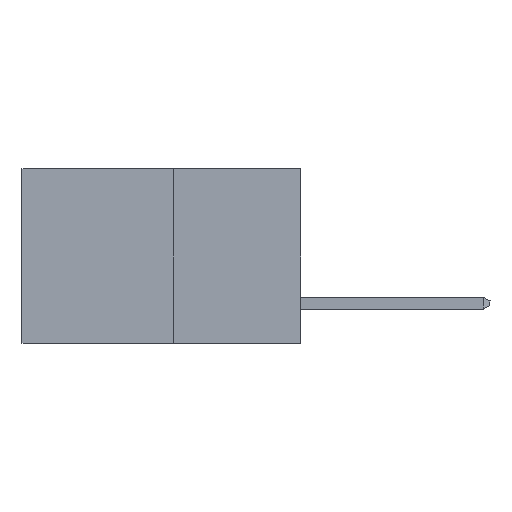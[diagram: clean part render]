
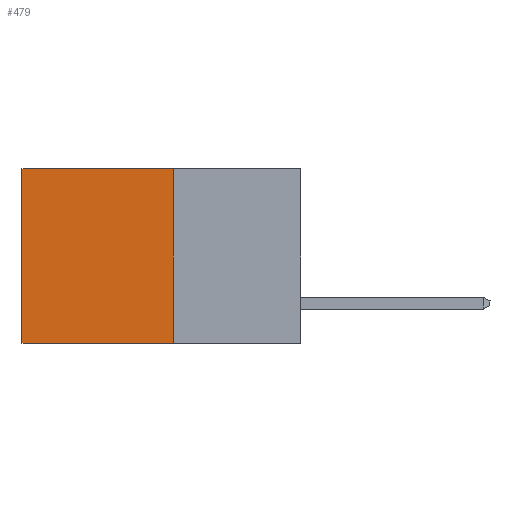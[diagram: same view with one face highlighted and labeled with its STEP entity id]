
A CAD part, left-side view. The second image highlights one B-rep face of the part: STEP entity #479.
In plain terms, the highlighted planar face has unit normal (-1, 0, 0).
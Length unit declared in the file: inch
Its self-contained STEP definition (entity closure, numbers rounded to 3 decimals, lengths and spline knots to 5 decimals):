
#20 = LINE ( 'NONE', #4802, #6315 ) ;
#479 = ADVANCED_FACE ( 'NONE', ( #7264 ), #3483, .F. ) ;
#519 = LINE ( 'NONE', #1922, #3322 ) ;
#530 = DIRECTION ( 'NONE',  ( 1., 0., 0. ) ) ;
#847 = CARTESIAN_POINT ( 'NONE',  ( 0.277, 0.27, -0.37 ) ) ;
#902 = VERTEX_POINT ( 'NONE', #7423 ) ;
#1128 = ORIENTED_EDGE ( 'NONE', *, *, #5053, .T. ) ;
#1460 = DIRECTION ( 'NONE',  ( 0., 0., -1. ) ) ;
#1495 = DIRECTION ( 'NONE',  ( 0., 0., -1. ) ) ;
#1792 = DIRECTION ( 'NONE',  ( 0., 1., 0. ) ) ;
#1831 = ORIENTED_EDGE ( 'NONE', *, *, #5517, .F. ) ;
#1922 = CARTESIAN_POINT ( 'NONE',  ( 0.277, 0.59, -0.37 ) ) ;
#2221 = ORIENTED_EDGE ( 'NONE', *, *, #7174, .F. ) ;
#2433 = DIRECTION ( 'NONE',  ( 0., 1., 0. ) ) ;
#2494 = CARTESIAN_POINT ( 'NONE',  ( 0.277, 0.27, -0.37 ) ) ;
#2497 = EDGE_LOOP ( 'NONE', ( #6376, #2221, #1831, #1128 ) ) ;
#3322 = VECTOR ( 'NONE', #1460, 39.37008 ) ;
#3483 = PLANE ( 'NONE',  #4972 ) ;
#3647 = CARTESIAN_POINT ( 'NONE',  ( 0.277, 0.27, -0.37 ) ) ;
#4062 = VERTEX_POINT ( 'NONE', #5825 ) ;
#4437 = EDGE_CURVE ( 'NONE', #4532, #902, #519, .T. ) ;
#4532 = VERTEX_POINT ( 'NONE', #7483 ) ;
#4802 = CARTESIAN_POINT ( 'NONE',  ( 0.277, 0.27, 0. ) ) ;
#4972 = AXIS2_PLACEMENT_3D ( 'NONE', #2494, #530, #6620 ) ;
#5053 = EDGE_CURVE ( 'NONE', #4062, #4532, #20, .T. ) ;
#5125 = CARTESIAN_POINT ( 'NONE',  ( 0.277, 0.27, -0.37 ) ) ;
#5469 = VECTOR ( 'NONE', #1792, 39.37008 ) ;
#5493 = VECTOR ( 'NONE', #1495, 39.37008 ) ;
#5517 = EDGE_CURVE ( 'NONE', #4062, #6955, #7038, .T. ) ;
#5825 = CARTESIAN_POINT ( 'NONE',  ( 0.277, 0.27, 0. ) ) ;
#6315 = VECTOR ( 'NONE', #2433, 39.37008 ) ;
#6376 = ORIENTED_EDGE ( 'NONE', *, *, #4437, .T. ) ;
#6620 = DIRECTION ( 'NONE',  ( 0., 0., -1. ) ) ;
#6955 = VERTEX_POINT ( 'NONE', #847 ) ;
#7020 = LINE ( 'NONE', #3647, #5469 ) ;
#7038 = LINE ( 'NONE', #5125, #5493 ) ;
#7174 = EDGE_CURVE ( 'NONE', #6955, #902, #7020, .T. ) ;
#7264 = FACE_OUTER_BOUND ( 'NONE', #2497, .T. ) ;
#7423 = CARTESIAN_POINT ( 'NONE',  ( 0.277, 0.59, -0.37 ) ) ;
#7483 = CARTESIAN_POINT ( 'NONE',  ( 0.277, 0.59, 0. ) ) ;
